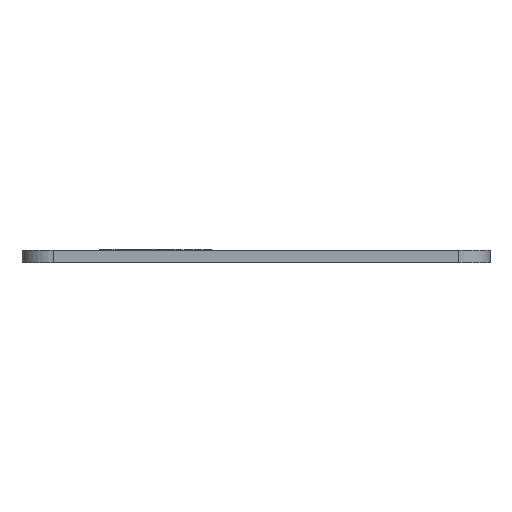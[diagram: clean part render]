
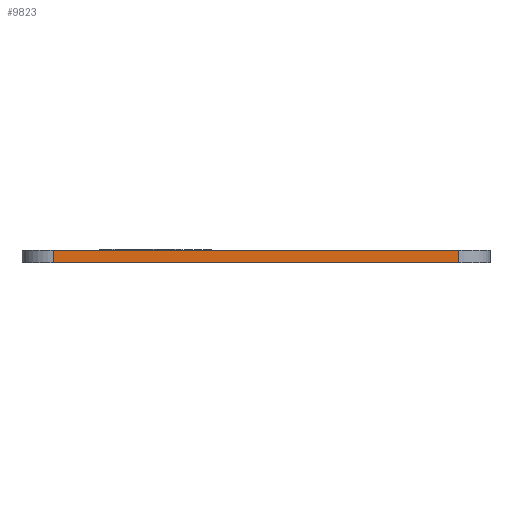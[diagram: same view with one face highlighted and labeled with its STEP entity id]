
A CAD part, front view. The second image highlights one B-rep face of the part: STEP entity #9823.
In plain terms, the highlighted planar face has unit normal (0, -1, 0).
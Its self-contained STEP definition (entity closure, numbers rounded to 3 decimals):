
#987=FACE_OUTER_BOUND('',#1556,.T.);
#1556=EDGE_LOOP('',(#9106,#9107,#9108,#9109));
#2765=LINE('',#18848,#3582);
#2822=LINE('',#19044,#3639);
#2862=LINE('',#19196,#3679);
#2863=LINE('',#19198,#3680);
#3582=VECTOR('',#11117,10.);
#3639=VECTOR('',#11270,10.);
#3679=VECTOR('',#11390,10.);
#3680=VECTOR('',#11393,10.);
#4562=VERTEX_POINT('',#18845);
#4563=VERTEX_POINT('',#18847);
#4653=VERTEX_POINT('',#19041);
#4654=VERTEX_POINT('',#19043);
#5939=EDGE_CURVE('',#4562,#4563,#2765,.T.);
#6037=EDGE_CURVE('',#4654,#4653,#2822,.T.);
#6114=EDGE_CURVE('',#4563,#4653,#2862,.T.);
#6115=EDGE_CURVE('',#4654,#4562,#2863,.T.);
#9106=ORIENTED_EDGE('',*,*,#6114,.F.);
#9107=ORIENTED_EDGE('',*,*,#5939,.F.);
#9108=ORIENTED_EDGE('',*,*,#6115,.F.);
#9109=ORIENTED_EDGE('',*,*,#6037,.T.);
#9305=PLANE('',#10156);
#9823=ADVANCED_FACE('',(#987),#9305,.T.);
#10156=AXIS2_PLACEMENT_3D('',#19344,#11612,#11613);
#11117=DIRECTION('',(1.,0.,0.));
#11270=DIRECTION('',(1.,0.,0.));
#11390=DIRECTION('',(0.,0.,-1.));
#11393=DIRECTION('',(0.,0.,1.));
#11612=DIRECTION('center_axis',(0.,-1.,0.));
#11613=DIRECTION('ref_axis',(1.,0.,0.));
#18845=CARTESIAN_POINT('',(-3.35,-83.05,2.));
#18847=CARTESIAN_POINT('',(61.65,-83.05,2.));
#18848=CARTESIAN_POINT('',(-8.35,-83.05,2.));
#19041=CARTESIAN_POINT('',(61.65,-83.05,0.));
#19043=CARTESIAN_POINT('',(-3.35,-83.05,0.));
#19044=CARTESIAN_POINT('',(-8.35,-83.05,0.));
#19196=CARTESIAN_POINT('',(61.65,-83.05,0.));
#19198=CARTESIAN_POINT('',(-3.35,-83.05,0.));
#19344=CARTESIAN_POINT('Origin',(-8.35,-83.05,0.));
